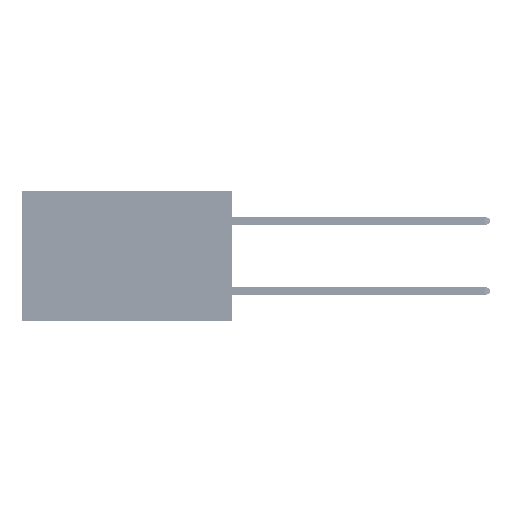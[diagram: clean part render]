
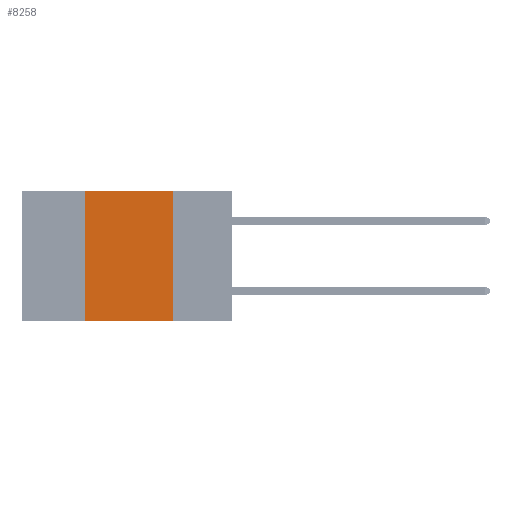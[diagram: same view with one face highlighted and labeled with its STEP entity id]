
A CAD part, left-side view. The second image highlights one B-rep face of the part: STEP entity #8258.
In plain terms, the highlighted planar face has unit normal (-1, 0, 0).
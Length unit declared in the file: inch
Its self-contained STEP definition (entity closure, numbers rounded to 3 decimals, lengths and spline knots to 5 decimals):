
#2267 = CARTESIAN_POINT ( 'NONE',  ( 0., 0.6, 0. ) ) ;
#5069 = CARTESIAN_POINT ( 'NONE',  ( 0., 0.17, -0.37 ) ) ;
#7288 = VERTEX_POINT ( 'NONE', #29682 ) ;
#7351 = LINE ( 'NONE', #47585, #14315 ) ;
#7533 = ORIENTED_EDGE ( 'NONE', *, *, #19610, .T. ) ;
#8258 = ADVANCED_FACE ( 'NONE', ( #43218 ), #28526, .F. ) ;
#8339 = CARTESIAN_POINT ( 'NONE',  ( 0., 0.6, 0. ) ) ;
#8516 = CARTESIAN_POINT ( 'NONE',  ( 0., 0.42, 0. ) ) ;
#9460 = VECTOR ( 'NONE', #33304, 39.37008 ) ;
#9590 = EDGE_CURVE ( 'NONE', #12968, #43553, #18366, .T. ) ;
#10147 = EDGE_CURVE ( 'NONE', #7288, #22436, #35390, .T. ) ;
#12214 = CARTESIAN_POINT ( 'NONE',  ( 0., 0.42, 0. ) ) ;
#12968 = VERTEX_POINT ( 'NONE', #20362 ) ;
#14315 = VECTOR ( 'NONE', #51144, 39.37008 ) ;
#15195 = DIRECTION ( 'NONE',  ( 0., -1., 0. ) ) ;
#15603 = EDGE_CURVE ( 'NONE', #43553, #7288, #20494, .T. ) ;
#16898 = EDGE_LOOP ( 'NONE', ( #43869, #24862, #31793, #7533 ) ) ;
#18366 = LINE ( 'NONE', #12214, #9460 ) ;
#19610 = EDGE_CURVE ( 'NONE', #12968, #22436, #7351, .T. ) ;
#20362 = CARTESIAN_POINT ( 'NONE',  ( 0., 0.42, -0.37 ) ) ;
#20494 = LINE ( 'NONE', #2267, #39510 ) ;
#22436 = VERTEX_POINT ( 'NONE', #5069 ) ;
#24862 = ORIENTED_EDGE ( 'NONE', *, *, #15603, .F. ) ;
#28526 = PLANE ( 'NONE',  #39897 ) ;
#29682 = CARTESIAN_POINT ( 'NONE',  ( 0., 0.17, 0. ) ) ;
#31672 = CARTESIAN_POINT ( 'NONE',  ( 0., 0.17, 0. ) ) ;
#31793 = ORIENTED_EDGE ( 'NONE', *, *, #9590, .F. ) ;
#33304 = DIRECTION ( 'NONE',  ( 0., 0., 1. ) ) ;
#35390 = LINE ( 'NONE', #31672, #39223 ) ;
#36162 = DIRECTION ( 'NONE',  ( 1., 0., 0. ) ) ;
#39223 = VECTOR ( 'NONE', #40343, 39.37008 ) ;
#39510 = VECTOR ( 'NONE', #15195, 39.37008 ) ;
#39897 = AXIS2_PLACEMENT_3D ( 'NONE', #8339, #36162, #47967 ) ;
#40343 = DIRECTION ( 'NONE',  ( 0., 0., -1. ) ) ;
#43218 = FACE_OUTER_BOUND ( 'NONE', #16898, .T. ) ;
#43553 = VERTEX_POINT ( 'NONE', #8516 ) ;
#43869 = ORIENTED_EDGE ( 'NONE', *, *, #10147, .F. ) ;
#47585 = CARTESIAN_POINT ( 'NONE',  ( 0., 0.6, -0.37 ) ) ;
#47967 = DIRECTION ( 'NONE',  ( 0., 0., -1. ) ) ;
#51144 = DIRECTION ( 'NONE',  ( 0., -1., 0. ) ) ;
